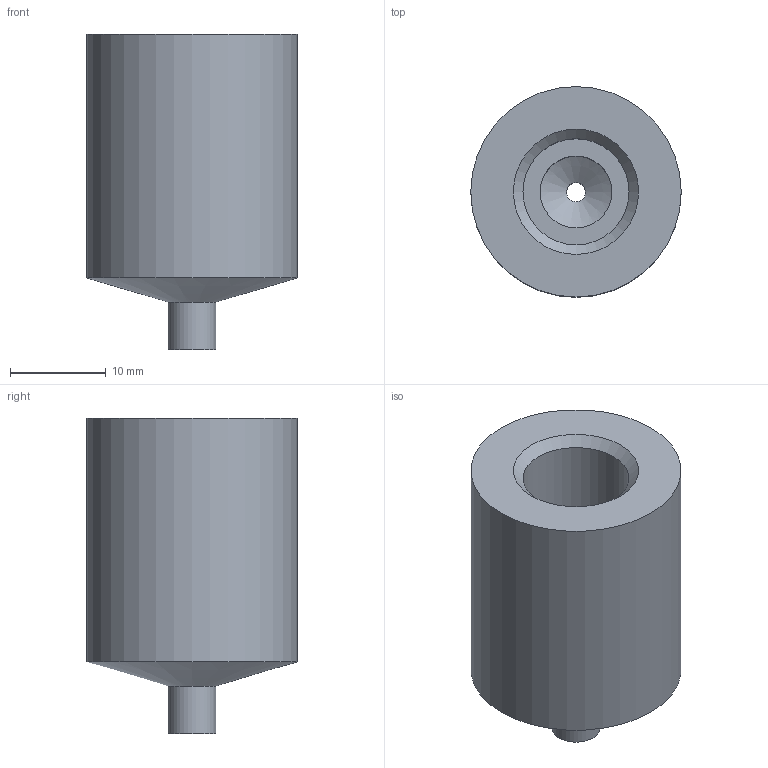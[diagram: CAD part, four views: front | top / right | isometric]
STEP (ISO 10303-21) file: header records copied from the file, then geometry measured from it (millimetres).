
FILE_DESCRIPTION( ( 'Unknown' ), '1' );
FILE_NAME( '990238_Nadelheizung.stp', 'Unknown', ( 'Schwinghammer Vitus' ), ( 'Vieweg' ), 'PSStep 17.0.49', 'Solid Edge ST6', ' ' );
FILE_SCHEMA( ( 'AUTOMOTIVE_DESIGN { 1 0 10303 214 1 1 1 1 }' ) );
Length unit declared in the file: millimetre
Products named in the file (1): 1
Bounding box: 22 x 22 x 33 mm (x, y, z)
Volume: 8438 mm3; surface area: 3350 mm2
Topology: 1 solids, 1 shells, 11 faces, 21 edges, 13 vertices
Faces by surface type: cylinder 5, cone 3, plane 3
Full cylindrical faces by diameter (mm): 2 x1, 5 x1, 7.5 x1, 11.1 x1, 22 x1
Entity records: 332 total; most frequent: DIRECTION 46, CARTESIAN_POINT 34, AXIS2_PLACEMENT_3D 23, EDGE_LOOP 22, ORIENTED_EDGE 22, FACE_OUTER_BOUND 16, STYLED_ITEM 11, PRESENTATION_STYLE_ASSIGNMENT 11
